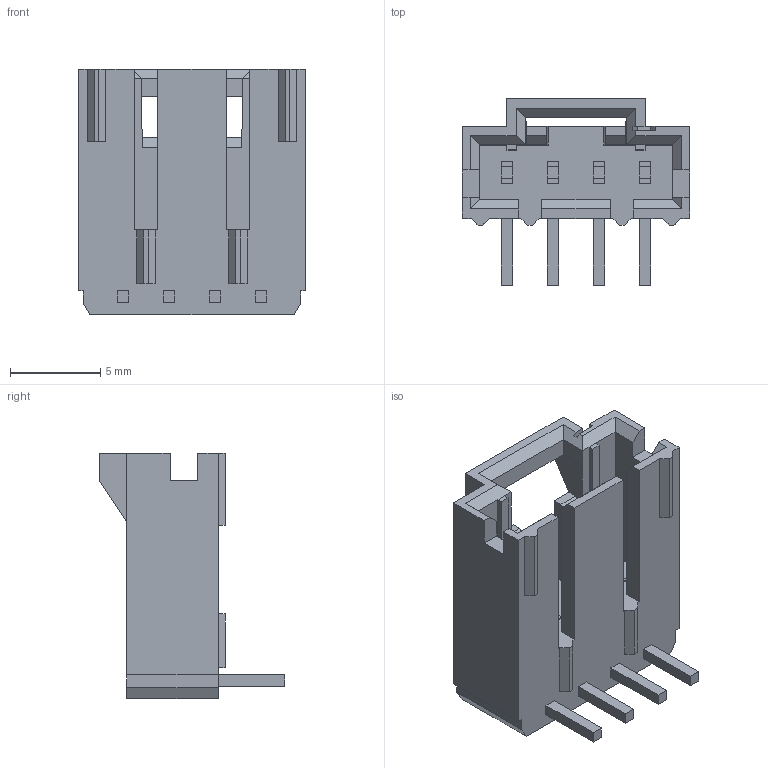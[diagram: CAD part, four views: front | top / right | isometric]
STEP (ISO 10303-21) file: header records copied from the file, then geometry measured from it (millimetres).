
FILE_DESCRIPTION((''),'2;1');
FILE_NAME('C-5-103634-3','2020-10-13T13:23:13',('workeradm'),('TE Connectivity Ltd.'),'CREO PARAMETRIC BY PTC INC, 2019292','CREO PARAMETRIC BY PTC INC, 2019292','');
FILE_SCHEMA(('AUTOMOTIVE_DESIGN { 1 0 10303 214 1 1 1 1 }'));
Length unit declared in the file: millimetre
Products named in the file (1): C-5-103634-3
Bounding box: 12.57 x 10.28 x 13.59 mm (x, y, z)
Volume: 543.4 mm3; surface area: 929.7 mm2
Topology: 1 solids, 1 shells, 152 faces, 413 edges, 269 vertices
Faces by surface type: plane 150, cylinder 2
Entity records: 5015 total; most frequent: CARTESIAN_POINT 836, ORIENTED_EDGE 826, DIRECTION 721, EDGE_CURVE 413, VECTOR 409, LINE 409, VERTEX_POINT 269, EDGE_LOOP 160
